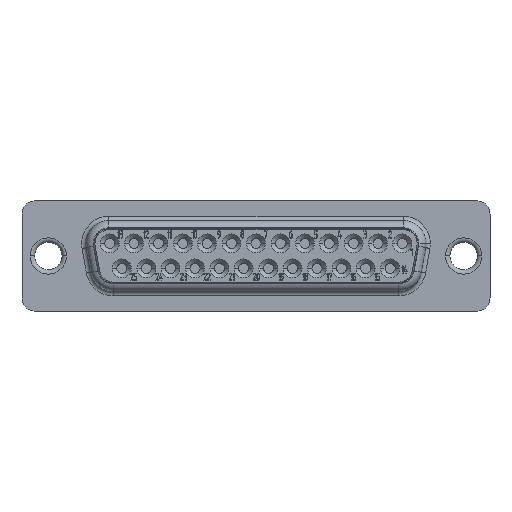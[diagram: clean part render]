
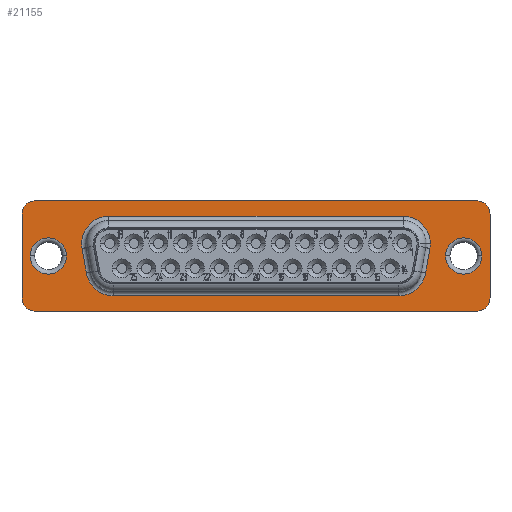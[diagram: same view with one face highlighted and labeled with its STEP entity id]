
A CAD part, top view. The second image highlights one B-rep face of the part: STEP entity #21155.
In plain terms, the highlighted planar face has unit normal (0, 0, 1).
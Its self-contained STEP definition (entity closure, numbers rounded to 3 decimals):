
#21155=ADVANCED_FACE('',(#33809,#33810,#33811,#33812),#22870,.T.);
#22870=PLANE('',#67829);
#28246=LINE('',#103068,#31931);
#28247=LINE('',#103072,#31932);
#28248=LINE('',#103080,#31933);
#28249=LINE('',#103088,#31934);
#28250=LINE('',#103105,#31935);
#28251=LINE('',#103109,#31936);
#28252=LINE('',#103113,#31937);
#28253=LINE('',#103117,#31938);
#31931=VECTOR('',#72662,1.);
#31932=VECTOR('',#72669,1.);
#31933=VECTOR('',#72680,1.);
#31934=VECTOR('',#72691,1.);
#31935=VECTOR('',#72718,1.);
#31936=VECTOR('',#72721,1.);
#31937=VECTOR('',#72724,1.);
#31938=VECTOR('',#72727,1.);
#33809=FACE_BOUND('',#35389,.T.);
#33810=FACE_BOUND('',#35390,.T.);
#33811=FACE_BOUND('',#35391,.T.);
#33812=FACE_BOUND('',#35392,.T.);
#35389=EDGE_LOOP('',(#44033,#44034));
#35390=EDGE_LOOP('',(#44035,#44036));
#35391=EDGE_LOOP('',(#44037,#44038,#44039,#44040,#44041,#44042,#44043,#44044,
#44045));
#35392=EDGE_LOOP('',(#44046,#44047,#44048,#44049,#44050,#44051,#44052,#44053));
#44033=ORIENTED_EDGE('',*,*,#60099,.T.);
#44034=ORIENTED_EDGE('',*,*,#56773,.T.);
#44035=ORIENTED_EDGE('',*,*,#60098,.T.);
#44036=ORIENTED_EDGE('',*,*,#56777,.T.);
#44037=ORIENTED_EDGE('',*,*,#60097,.T.);
#44038=ORIENTED_EDGE('',*,*,#60095,.T.);
#44039=ORIENTED_EDGE('',*,*,#60093,.T.);
#44040=ORIENTED_EDGE('',*,*,#60091,.T.);
#44041=ORIENTED_EDGE('',*,*,#60089,.T.);
#44042=ORIENTED_EDGE('',*,*,#60087,.T.);
#44043=ORIENTED_EDGE('',*,*,#56783,.T.);
#44044=ORIENTED_EDGE('',*,*,#60086,.T.);
#44045=ORIENTED_EDGE('',*,*,#60085,.T.);
#44046=ORIENTED_EDGE('',*,*,#60102,.T.);
#44047=ORIENTED_EDGE('',*,*,#60103,.T.);
#44048=ORIENTED_EDGE('',*,*,#60104,.T.);
#44049=ORIENTED_EDGE('',*,*,#60105,.T.);
#44050=ORIENTED_EDGE('',*,*,#60106,.T.);
#44051=ORIENTED_EDGE('',*,*,#60107,.T.);
#44052=ORIENTED_EDGE('',*,*,#60108,.T.);
#44053=ORIENTED_EDGE('',*,*,#60109,.T.);
#51925=VERTEX_POINT('',#77714);
#51926=VERTEX_POINT('',#77715);
#51929=VERTEX_POINT('',#77723);
#51930=VERTEX_POINT('',#77724);
#51935=VERTEX_POINT('',#77735);
#51936=VERTEX_POINT('',#77737);
#54107=VERTEX_POINT('',#103065);
#54108=VERTEX_POINT('',#103067);
#54109=VERTEX_POINT('',#103073);
#54110=VERTEX_POINT('',#103077);
#54111=VERTEX_POINT('',#103081);
#54112=VERTEX_POINT('',#103085);
#54113=VERTEX_POINT('',#103089);
#54114=VERTEX_POINT('',#103103);
#54115=VERTEX_POINT('',#103104);
#54116=VERTEX_POINT('',#103106);
#54117=VERTEX_POINT('',#103108);
#54118=VERTEX_POINT('',#103110);
#54119=VERTEX_POINT('',#103112);
#54120=VERTEX_POINT('',#103114);
#54121=VERTEX_POINT('',#103116);
#56773=EDGE_CURVE('',#51925,#51926,#63724,.T.);
#56777=EDGE_CURVE('',#51929,#51930,#63728,.T.);
#56783=EDGE_CURVE('',#51936,#51935,#63734,.T.);
#60085=EDGE_CURVE('',#54107,#54108,#28246,.T.);
#60086=EDGE_CURVE('',#51935,#54107,#63979,.T.);
#60087=EDGE_CURVE('',#54109,#51936,#28247,.T.);
#60089=EDGE_CURVE('',#54110,#54109,#63981,.T.);
#60091=EDGE_CURVE('',#54111,#54110,#28248,.T.);
#60093=EDGE_CURVE('',#54112,#54111,#63984,.T.);
#60095=EDGE_CURVE('',#54113,#54112,#28249,.T.);
#60097=EDGE_CURVE('',#54108,#54113,#63987,.T.);
#60098=EDGE_CURVE('',#51930,#51929,#63988,.T.);
#60099=EDGE_CURVE('',#51926,#51925,#63989,.T.);
#60102=EDGE_CURVE('',#54114,#54115,#63992,.T.);
#60103=EDGE_CURVE('',#54115,#54116,#28250,.T.);
#60104=EDGE_CURVE('',#54116,#54117,#63993,.T.);
#60105=EDGE_CURVE('',#54117,#54118,#28251,.T.);
#60106=EDGE_CURVE('',#54118,#54119,#63994,.T.);
#60107=EDGE_CURVE('',#54119,#54120,#28252,.T.);
#60108=EDGE_CURVE('',#54120,#54121,#63995,.T.);
#60109=EDGE_CURVE('',#54121,#54114,#28253,.T.);
#63724=CIRCLE('',#67022,2.05);
#63728=CIRCLE('',#67027,2.05);
#63734=CIRCLE('',#67034,3.1);
#63979=CIRCLE('',#67801,3.1);
#63981=CIRCLE('',#67805,3.1);
#63984=CIRCLE('',#67810,3.1);
#63987=CIRCLE('',#67815,3.1);
#63988=CIRCLE('',#67817,2.05);
#63989=CIRCLE('',#67819,2.05);
#63992=CIRCLE('',#67825,1.5);
#63993=CIRCLE('',#67826,1.5);
#63994=CIRCLE('',#67827,1.5);
#63995=CIRCLE('',#67828,1.5);
#67022=AXIS2_PLACEMENT_3D('',#77713,#69456,#69457);
#67027=AXIS2_PLACEMENT_3D('',#77722,#69466,#69467);
#67034=AXIS2_PLACEMENT_3D('',#77736,#69480,#69481);
#67801=AXIS2_PLACEMENT_3D('',#103070,#72665,#72666);
#67805=AXIS2_PLACEMENT_3D('',#103076,#72674,#72675);
#67810=AXIS2_PLACEMENT_3D('',#103084,#72685,#72686);
#67815=AXIS2_PLACEMENT_3D('',#103092,#72696,#72697);
#67817=AXIS2_PLACEMENT_3D('',#103094,#72700,#72701);
#67819=AXIS2_PLACEMENT_3D('',#103096,#72704,#72705);
#67825=AXIS2_PLACEMENT_3D('',#103102,#72716,#72717);
#67826=AXIS2_PLACEMENT_3D('',#103107,#72719,#72720);
#67827=AXIS2_PLACEMENT_3D('',#103111,#72722,#72723);
#67828=AXIS2_PLACEMENT_3D('',#103115,#72725,#72726);
#67829=AXIS2_PLACEMENT_3D('',#103118,#72728,#72729);
#69456=DIRECTION('',(0.,0.,-1.));
#69457=DIRECTION('',(1.,0.,0.));
#69466=DIRECTION('',(0.,0.,-1.));
#69467=DIRECTION('',(1.,0.,0.));
#69480=DIRECTION('',(0.,0.,-1.));
#69481=DIRECTION('',(1.,0.,0.));
#72662=DIRECTION('',(-0.174,-0.985,0.));
#72665=DIRECTION('',(0.,0.,-1.));
#72666=DIRECTION('',(1.,0.,0.));
#72669=DIRECTION('',(1.,0.,0.));
#72674=DIRECTION('',(0.,0.,-1.));
#72675=DIRECTION('',(1.,0.,0.));
#72680=DIRECTION('',(-0.174,0.985,0.));
#72685=DIRECTION('',(0.,0.,-1.));
#72686=DIRECTION('',(1.,0.,0.));
#72691=DIRECTION('',(-1.,0.,0.));
#72696=DIRECTION('',(0.,0.,-1.));
#72697=DIRECTION('',(1.,0.,0.));
#72700=DIRECTION('',(0.,0.,-1.));
#72701=DIRECTION('',(1.,0.,0.));
#72704=DIRECTION('',(0.,0.,-1.));
#72705=DIRECTION('',(1.,0.,0.));
#72716=DIRECTION('',(0.,0.,1.));
#72717=DIRECTION('',(1.,0.,0.));
#72718=DIRECTION('',(-1.,0.,0.));
#72719=DIRECTION('',(0.,0.,1.));
#72720=DIRECTION('',(1.,0.,0.));
#72721=DIRECTION('',(0.,-1.,0.));
#72722=DIRECTION('',(0.,0.,1.));
#72723=DIRECTION('',(1.,0.,0.));
#72724=DIRECTION('',(1.,0.,0.));
#72725=DIRECTION('',(0.,0.,1.));
#72726=DIRECTION('',(-1.,0.,0.));
#72727=DIRECTION('',(0.,1.,0.));
#72728=DIRECTION('',(0.,0.,1.));
#72729=DIRECTION('',(-1.,0.,0.));
#77713=CARTESIAN_POINT('',(23.52,0.,0.4));
#77714=CARTESIAN_POINT('',(21.47,0.,0.4));
#77715=CARTESIAN_POINT('',(25.57,0.,0.4));
#77722=CARTESIAN_POINT('',(-23.52,0.,0.4));
#77723=CARTESIAN_POINT('',(-25.57,0.,0.4));
#77724=CARTESIAN_POINT('',(-21.47,0.,0.4));
#77735=CARTESIAN_POINT('',(19.75,1.4,0.4));
#77736=CARTESIAN_POINT('',(16.65,1.4,0.4));
#77737=CARTESIAN_POINT('',(16.65,4.5,0.4));
#103065=CARTESIAN_POINT('',(19.703,0.862,0.4));
#103067=CARTESIAN_POINT('',(19.209,-1.938,0.4));
#103068=CARTESIAN_POINT('',(20.528,5.539,0.4));
#103070=CARTESIAN_POINT('',(16.65,1.4,0.4));
#103072=CARTESIAN_POINT('',(16.65,4.5,0.4));
#103073=CARTESIAN_POINT('',(-16.65,4.5,0.4));
#103076=CARTESIAN_POINT('',(-16.65,1.4,0.4));
#103077=CARTESIAN_POINT('',(-19.703,0.862,0.4));
#103080=CARTESIAN_POINT('',(-19.02,-3.012,0.4));
#103081=CARTESIAN_POINT('',(-19.209,-1.938,0.4));
#103084=CARTESIAN_POINT('',(-16.156,-1.4,0.4));
#103085=CARTESIAN_POINT('',(-16.156,-4.5,0.4));
#103088=CARTESIAN_POINT('',(25.,-4.5,0.4));
#103089=CARTESIAN_POINT('',(16.156,-4.5,0.4));
#103092=CARTESIAN_POINT('',(16.156,-1.4,0.4));
#103094=CARTESIAN_POINT('',(-23.52,0.,0.4));
#103096=CARTESIAN_POINT('',(23.52,0.,0.4));
#103102=CARTESIAN_POINT('',(25.,4.75,0.4));
#103103=CARTESIAN_POINT('',(26.5,4.75,0.4));
#103104=CARTESIAN_POINT('',(25.,6.25,0.4));
#103105=CARTESIAN_POINT('',(-25.,6.25,0.4));
#103106=CARTESIAN_POINT('',(-25.,6.25,0.4));
#103107=CARTESIAN_POINT('',(-25.,4.75,0.4));
#103108=CARTESIAN_POINT('',(-26.5,4.75,0.4));
#103109=CARTESIAN_POINT('',(-26.5,4.75,0.4));
#103110=CARTESIAN_POINT('',(-26.5,-4.75,0.4));
#103111=CARTESIAN_POINT('',(-25.,-4.75,0.4));
#103112=CARTESIAN_POINT('',(-25.,-6.25,0.4));
#103113=CARTESIAN_POINT('',(-25.,-6.25,0.4));
#103114=CARTESIAN_POINT('',(25.,-6.25,0.4));
#103115=CARTESIAN_POINT('',(25.,-4.75,0.4));
#103116=CARTESIAN_POINT('',(26.5,-4.75,0.4));
#103117=CARTESIAN_POINT('',(26.5,4.75,0.4));
#103118=CARTESIAN_POINT('',(25.,4.75,0.4));
